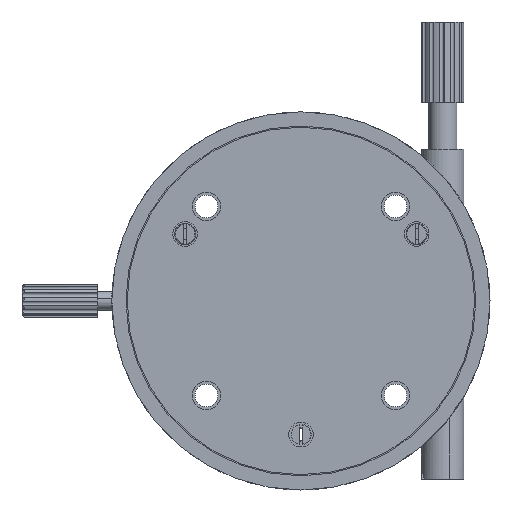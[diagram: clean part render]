
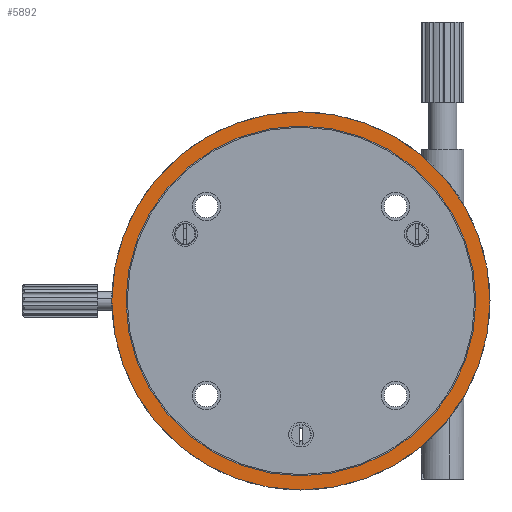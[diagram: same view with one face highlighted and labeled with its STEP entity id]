
A CAD part, front view. The second image highlights one B-rep face of the part: STEP entity #5892.
In plain terms, the highlighted planar face has unit normal (0, -1, 0).
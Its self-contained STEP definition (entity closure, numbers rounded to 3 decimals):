
#722 = AXIS2_PLACEMENT_3D ( 'NONE', #12159, #12160, #12161 ) ;
#948 = AXIS2_PLACEMENT_3D ( 'NONE', #8056, #8057, #8058 ) ;
#1021 = AXIS2_PLACEMENT_3D ( 'NONE', #2662, #2663, #2664 ) ;
#1093 = AXIS2_PLACEMENT_3D ( 'NONE', #4247, #4248, #4249 ) ;
#1147 = FACE_BOUND ( 'NONE', #5421, .T. ) ;
#1208 = FACE_OUTER_BOUND ( 'NONE', #5784, .T. ) ;
#2662 = CARTESIAN_POINT ( 'NONE',  ( 0.844, -14.927, 0. ) ) ;
#2663 = DIRECTION ( 'NONE',  ( 0., 1., 0. ) ) ;
#2664 = DIRECTION ( 'NONE',  ( 0., 0., 1. ) ) ;
#3182 = CARTESIAN_POINT ( 'NONE',  ( 0.844, -14.927, 0. ) ) ;
#3186 = DIRECTION ( 'NONE',  ( 0., -1., 0. ) ) ;
#3187 = DIRECTION ( 'NONE',  ( 0., 0., -1. ) ) ;
#3762 = CARTESIAN_POINT ( 'NONE',  ( 0.844, -14.927, -40. ) ) ;
#4246 = PLANE ( 'NONE',  #1093 ) ;
#4247 = CARTESIAN_POINT ( 'NONE',  ( 0.844, -14.927, 0. ) ) ;
#4248 = DIRECTION ( 'NONE',  ( 0., 1., 0. ) ) ;
#4249 = DIRECTION ( 'NONE',  ( 0., 0., 1. ) ) ;
#5256 = AXIS2_PLACEMENT_3D ( 'NONE', #3182, #3186, #3187 ) ;
#5421 = EDGE_LOOP ( 'NONE', ( #6915, #7000 ) ) ;
#5784 = EDGE_LOOP ( 'NONE', ( #6426, #6488 ) ) ;
#5892 = ADVANCED_FACE ( 'NONE', ( #1147, #1208 ), #4246, .F. ) ;
#6426 = ORIENTED_EDGE ( 'NONE', *, *, #9250, .F. ) ;
#6488 = ORIENTED_EDGE ( 'NONE', *, *, #9032, .F. ) ;
#6719 = CIRCLE ( 'NONE', #5256, 37. ) ;
#6758 = CIRCLE ( 'NONE', #722, 40. ) ;
#6826 = CIRCLE ( 'NONE', #1021, 40. ) ;
#6878 = VERTEX_POINT ( 'NONE', #7814 ) ;
#6887 = VERTEX_POINT ( 'NONE', #7819 ) ;
#6915 = ORIENTED_EDGE ( 'NONE', *, *, #8799, .F. ) ;
#6959 = VERTEX_POINT ( 'NONE', #7862 ) ;
#7000 = ORIENTED_EDGE ( 'NONE', *, *, #9316, .F. ) ;
#7814 = CARTESIAN_POINT ( 'NONE',  ( 0.844, -14.927, 40. ) ) ;
#7819 = CARTESIAN_POINT ( 'NONE',  ( 0.844, -14.927, 37. ) ) ;
#7862 = CARTESIAN_POINT ( 'NONE',  ( 0.844, -14.927, -37. ) ) ;
#8056 = CARTESIAN_POINT ( 'NONE',  ( 0.844, -14.927, 0. ) ) ;
#8057 = DIRECTION ( 'NONE',  ( 0., -1., 0. ) ) ;
#8058 = DIRECTION ( 'NONE',  ( 0., 0., -1. ) ) ;
#8799 = EDGE_CURVE ( 'NONE', #6959, #6887, #9251, .T. ) ;
#9032 = EDGE_CURVE ( 'NONE', #6878, #10416, #6826, .T. ) ;
#9250 = EDGE_CURVE ( 'NONE', #10416, #6878, #6758, .T. ) ;
#9251 = CIRCLE ( 'NONE', #948, 37. ) ;
#9316 = EDGE_CURVE ( 'NONE', #6887, #6959, #6719, .T. ) ;
#10416 = VERTEX_POINT ( 'NONE', #3762 ) ;
#12159 = CARTESIAN_POINT ( 'NONE',  ( 0.844, -14.927, 0. ) ) ;
#12160 = DIRECTION ( 'NONE',  ( 0., 1., 0. ) ) ;
#12161 = DIRECTION ( 'NONE',  ( 0., 0., 1. ) ) ;
